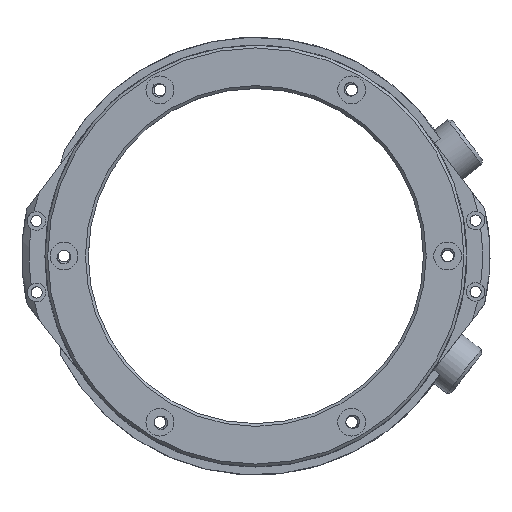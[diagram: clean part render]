
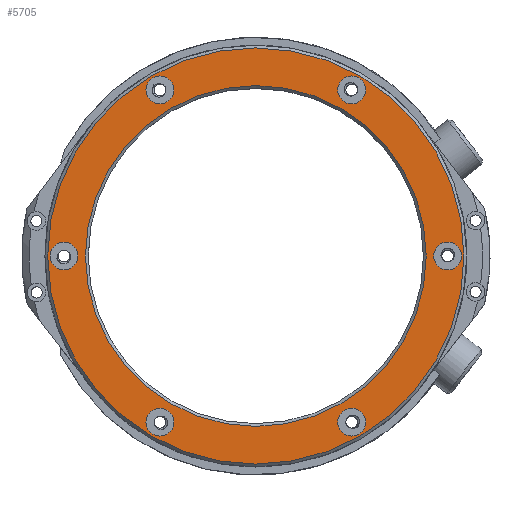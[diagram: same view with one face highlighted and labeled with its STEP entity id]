
A CAD part, top view. The second image highlights one B-rep face of the part: STEP entity #5705.
In plain terms, the highlighted planar face has unit normal (0, 0, 1).
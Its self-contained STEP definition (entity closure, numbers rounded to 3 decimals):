
#75=FACE_BOUND('',#739,.T.);
#76=FACE_BOUND('',#740,.T.);
#77=FACE_BOUND('',#741,.T.);
#78=FACE_BOUND('',#742,.T.);
#79=FACE_BOUND('',#743,.T.);
#80=FACE_BOUND('',#744,.T.);
#81=FACE_BOUND('',#745,.T.);
#144=PLANE('',#6142);
#392=FACE_OUTER_BOUND('',#738,.T.);
#738=EDGE_LOOP('',(#4591));
#739=EDGE_LOOP('',(#4592));
#740=EDGE_LOOP('',(#4593));
#741=EDGE_LOOP('',(#4594));
#742=EDGE_LOOP('',(#4595));
#743=EDGE_LOOP('',(#4596));
#744=EDGE_LOOP('',(#4597));
#745=EDGE_LOOP('',(#4598));
#967=CIRCLE('',#6140,18.3);
#969=CIRCLE('',#6143,22.35);
#970=CIRCLE('',#6144,1.5);
#971=CIRCLE('',#6145,1.5);
#972=CIRCLE('',#6146,1.5);
#973=CIRCLE('',#6147,1.5);
#974=CIRCLE('',#6148,1.5);
#975=CIRCLE('',#6149,1.5);
#2589=VERTEX_POINT('',#14459);
#2591=VERTEX_POINT('',#14465);
#2592=VERTEX_POINT('',#14467);
#2593=VERTEX_POINT('',#14469);
#2594=VERTEX_POINT('',#14471);
#2595=VERTEX_POINT('',#14473);
#2596=VERTEX_POINT('',#14475);
#2597=VERTEX_POINT('',#14477);
#3377=EDGE_CURVE('',#2589,#2589,#967,.T.);
#3380=EDGE_CURVE('',#2591,#2591,#969,.T.);
#3381=EDGE_CURVE('',#2592,#2592,#970,.T.);
#3382=EDGE_CURVE('',#2593,#2593,#971,.T.);
#3383=EDGE_CURVE('',#2594,#2594,#972,.T.);
#3384=EDGE_CURVE('',#2595,#2595,#973,.T.);
#3385=EDGE_CURVE('',#2596,#2596,#974,.T.);
#3386=EDGE_CURVE('',#2597,#2597,#975,.T.);
#4591=ORIENTED_EDGE('',*,*,#3380,.F.);
#4592=ORIENTED_EDGE('',*,*,#3381,.T.);
#4593=ORIENTED_EDGE('',*,*,#3382,.T.);
#4594=ORIENTED_EDGE('',*,*,#3383,.T.);
#4595=ORIENTED_EDGE('',*,*,#3384,.T.);
#4596=ORIENTED_EDGE('',*,*,#3385,.T.);
#4597=ORIENTED_EDGE('',*,*,#3386,.T.);
#4598=ORIENTED_EDGE('',*,*,#3377,.F.);
#5705=ADVANCED_FACE('',(#392,#75,#76,#77,#78,#79,#80,#81),#144,.T.);
#6140=AXIS2_PLACEMENT_3D('',#14460,#7190,#7191);
#6142=AXIS2_PLACEMENT_3D('',#14464,#7195,#7196);
#6143=AXIS2_PLACEMENT_3D('',#14466,#7197,#7198);
#6144=AXIS2_PLACEMENT_3D('',#14468,#7199,#7200);
#6145=AXIS2_PLACEMENT_3D('',#14470,#7201,#7202);
#6146=AXIS2_PLACEMENT_3D('',#14472,#7203,#7204);
#6147=AXIS2_PLACEMENT_3D('',#14474,#7205,#7206);
#6148=AXIS2_PLACEMENT_3D('',#14476,#7207,#7208);
#6149=AXIS2_PLACEMENT_3D('',#14478,#7209,#7210);
#7190=DIRECTION('center_axis',(0.,0.,1.));
#7191=DIRECTION('ref_axis',(1.,0.,0.));
#7195=DIRECTION('center_axis',(0.,0.,1.));
#7196=DIRECTION('ref_axis',(1.,0.,0.));
#7197=DIRECTION('center_axis',(0.,0.,-1.));
#7198=DIRECTION('ref_axis',(1.,0.,0.));
#7199=DIRECTION('center_axis',(0.,0.,-1.));
#7200=DIRECTION('ref_axis',(-0.5,0.866,0.));
#7201=DIRECTION('center_axis',(0.,0.,-1.));
#7202=DIRECTION('ref_axis',(0.5,0.866,0.));
#7203=DIRECTION('center_axis',(0.,0.,-1.));
#7204=DIRECTION('ref_axis',(1.,0.,0.));
#7205=DIRECTION('center_axis',(0.,0.,-1.));
#7206=DIRECTION('ref_axis',(0.5,-0.866,0.));
#7207=DIRECTION('center_axis',(0.,0.,-1.));
#7208=DIRECTION('ref_axis',(-0.5,-0.866,0.));
#7209=DIRECTION('center_axis',(0.,0.,-1.));
#7210=DIRECTION('ref_axis',(-1.,0.,0.));
#14459=CARTESIAN_POINT('',(-18.3,0.,6.5));
#14460=CARTESIAN_POINT('Origin',(0.,0.,6.5));
#14464=CARTESIAN_POINT('Origin',(0.,0.,6.5));
#14465=CARTESIAN_POINT('',(-22.35,0.,6.5));
#14466=CARTESIAN_POINT('Origin',(0.,0.,6.5));
#14467=CARTESIAN_POINT('',(11.05,-19.139,6.5));
#14468=CARTESIAN_POINT('Origin',(10.3,-17.84,6.5));
#14469=CARTESIAN_POINT('',(-11.05,-19.139,6.5));
#14470=CARTESIAN_POINT('Origin',(-10.3,-17.84,6.5));
#14471=CARTESIAN_POINT('',(-22.1,0.,6.5));
#14472=CARTESIAN_POINT('Origin',(-20.6,0.,6.5));
#14473=CARTESIAN_POINT('',(-11.05,19.139,6.5));
#14474=CARTESIAN_POINT('Origin',(-10.3,17.84,6.5));
#14475=CARTESIAN_POINT('',(11.05,19.139,6.5));
#14476=CARTESIAN_POINT('Origin',(10.3,17.84,6.5));
#14477=CARTESIAN_POINT('',(22.1,0.,6.5));
#14478=CARTESIAN_POINT('Origin',(20.6,0.,6.5));
